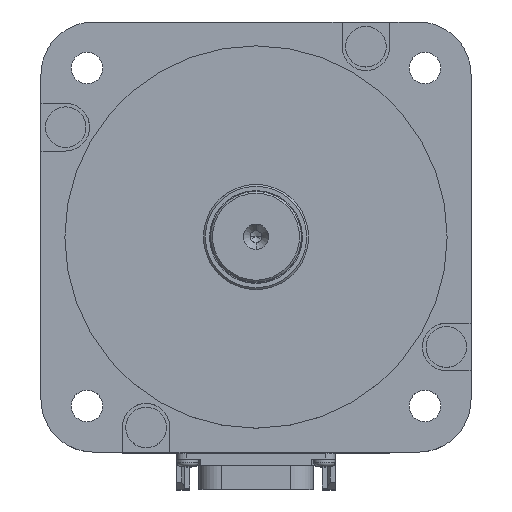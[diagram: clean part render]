
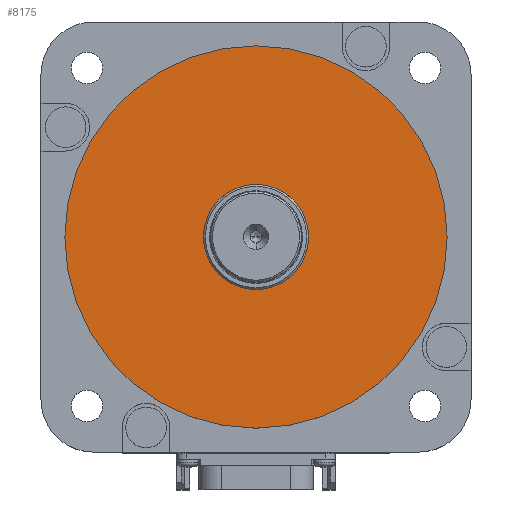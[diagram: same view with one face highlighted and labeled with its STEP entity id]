
A CAD part, top view. The second image highlights one B-rep face of the part: STEP entity #8175.
In plain terms, the highlighted planar face has unit normal (0, 0, 1).
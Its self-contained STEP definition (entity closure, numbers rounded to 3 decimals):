
#1709=CARTESIAN_POINT('',(0.,0.,3.));
#1710=DIRECTION('',(0.,0.,-1.));
#1711=DIRECTION('',(1.,0.,0.));
#1712=AXIS2_PLACEMENT_3D('',#1709,#1710,#1711);
#1714=CARTESIAN_POINT('',(0.,0.,3.));
#1715=DIRECTION('',(0.,0.,-1.));
#1716=DIRECTION('',(-1.,0.,0.));
#1717=AXIS2_PLACEMENT_3D('',#1714,#1715,#1716);
#1719=CARTESIAN_POINT('',(0.,0.,3.));
#1720=DIRECTION('',(0.,0.,1.));
#1721=DIRECTION('',(1.,0.,0.));
#1722=AXIS2_PLACEMENT_3D('',#1719,#1720,#1721);
#1724=CARTESIAN_POINT('',(0.,0.,3.));
#1725=DIRECTION('',(0.,0.,1.));
#1726=DIRECTION('',(-1.,0.,0.));
#1727=AXIS2_PLACEMENT_3D('',#1724,#1725,#1726);
#4680=CARTESIAN_POINT('',(40.,0.,3.));
#4681=VERTEX_POINT('',#4680);
#4682=CARTESIAN_POINT('',(-40.,0.,3.));
#4683=VERTEX_POINT('',#4682);
#5782=CARTESIAN_POINT('',(11.,0.,3.));
#5783=CARTESIAN_POINT('',(-11.,0.,3.));
#5784=VERTEX_POINT('',#5782);
#5785=VERTEX_POINT('',#5783);
#8159=CARTESIAN_POINT('',(0.,0.,3.));
#8160=DIRECTION('',(0.,0.,1.));
#8161=DIRECTION('',(1.,0.,0.));
#8162=AXIS2_PLACEMENT_3D('',#8159,#8160,#8161);
#8163=PLANE('',#8162);
#8164=ORIENTED_EDGE('',*,*,#8149,.T.);
#8166=ORIENTED_EDGE('',*,*,#8165,.T.);
#8167=EDGE_LOOP('',(#8164,#8166));
#8168=FACE_OUTER_BOUND('',#8167,.F.);
#8170=ORIENTED_EDGE('',*,*,#8169,.T.);
#8172=ORIENTED_EDGE('',*,*,#8171,.T.);
#8173=EDGE_LOOP('',(#8170,#8172));
#8174=FACE_BOUND('',#8173,.F.);
#8175=ADVANCED_FACE('',(#8168,#8174),#8163,.T.);
#1713=CIRCLE('',#1712,40.);
#1718=CIRCLE('',#1717,40.);
#1723=CIRCLE('',#1722,11.);
#1728=CIRCLE('',#1727,11.);
#8149=EDGE_CURVE('',#4681,#4683,#1713,.T.);
#8165=EDGE_CURVE('',#4683,#4681,#1718,.T.);
#8169=EDGE_CURVE('',#5784,#5785,#1723,.T.);
#8171=EDGE_CURVE('',#5785,#5784,#1728,.T.);
